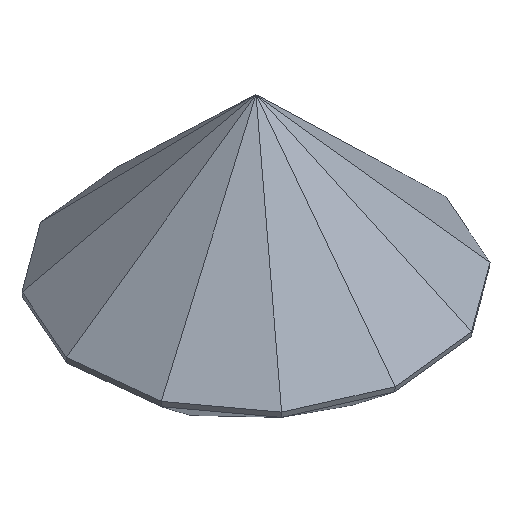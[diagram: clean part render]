
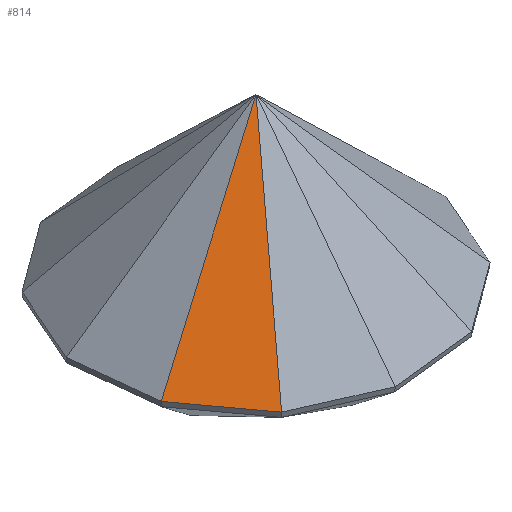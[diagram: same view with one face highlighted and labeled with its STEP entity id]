
A CAD part, isometric view. The second image highlights one B-rep face of the part: STEP entity #814.
In plain terms, the highlighted free-form (B-spline) face has degree [1, 1] with [2, 2] control points.
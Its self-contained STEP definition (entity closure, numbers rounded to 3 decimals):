
#415 = VERTEX_POINT('',#416);
#416 = CARTESIAN_POINT('',(-142.901,-55.573,0.));
#443 = VERTEX_POINT('',#444);
#444 = CARTESIAN_POINT('',(-95.97,-119.578,0.));
#449 = EDGE_CURVE('',#415,#443,#450,.T.);
#450 = B_SPLINE_CURVE_WITH_KNOTS('',1,(#451,#452),.UNSPECIFIED.,.F.,.F.,
  (2,2),(0.,5.359),.PIECEWISE_BEZIER_KNOTS.);
#451 = CARTESIAN_POINT('',(-142.901,-55.573,0.));
#452 = CARTESIAN_POINT('',(-95.97,-119.578,0.));
#678 = VERTEX_POINT('',#679);
#679 = CARTESIAN_POINT('',(0.,0.,
    145.54));
#804 = EDGE_CURVE('',#443,#678,#805,.T.);
#805 = B_SPLINE_CURVE_WITH_KNOTS('',1,(#806,#807),.UNSPECIFIED.,.F.,.F.,
  (2,2),(-0.503,13.771),.PIECEWISE_BEZIER_KNOTS.);
#806 = CARTESIAN_POINT('',(-95.97,-119.578,
    0.));
#807 = CARTESIAN_POINT('',(0.,0.,
    145.54));
#814 = ADVANCED_FACE('',(#815),#824,.T.);
#815 = FACE_BOUND('',#816,.T.);
#816 = EDGE_LOOP('',(#817,#818,#823));
#817 = ORIENTED_EDGE('',*,*,#804,.T.);
#818 = ORIENTED_EDGE('',*,*,#819,.F.);
#819 = EDGE_CURVE('',#415,#678,#820,.T.);
#820 = B_SPLINE_CURVE_WITH_KNOTS('',1,(#821,#822),.UNSPECIFIED.,.F.,.F.,
  (2,2),(-0.503,13.771),.PIECEWISE_BEZIER_KNOTS.);
#821 = CARTESIAN_POINT('',(-142.901,-55.573,
    0.));
#822 = CARTESIAN_POINT('',(0.,0.,
    145.54));
#823 = ORIENTED_EDGE('',*,*,#449,.T.);
#824 = B_SPLINE_SURFACE_WITH_KNOTS('',1,1,(
    (#825,#826)
    ,(#827,#828
    )),.UNSPECIFIED.,.F.,.F.,.F.,(2,2),(2,2),(-5.36,
    0.001),(-0.001,14.021),
  .PIECEWISE_BEZIER_KNOTS.);
#825 = CARTESIAN_POINT('',(-142.918,-55.567,
    -0.01));
#826 = CARTESIAN_POINT('',(-23.466,32.021,
    145.55));
#827 = CARTESIAN_POINT('',(-95.969,-119.596,
    -0.01));
#828 = CARTESIAN_POINT('',(23.483,-32.008,
    145.55));
